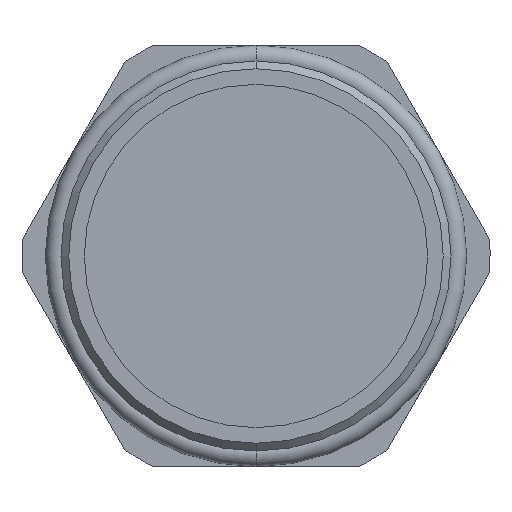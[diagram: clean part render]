
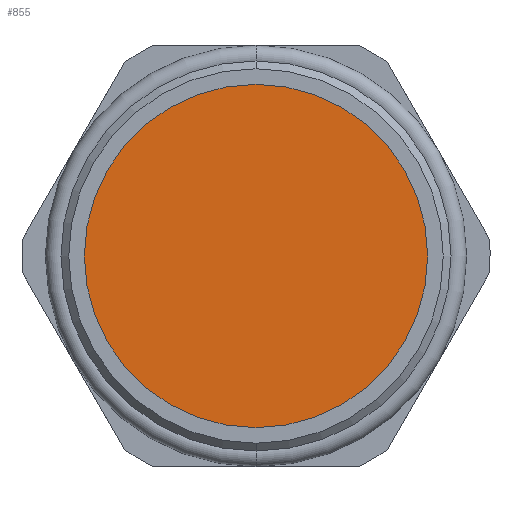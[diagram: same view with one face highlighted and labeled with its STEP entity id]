
A CAD part, front view. The second image highlights one B-rep face of the part: STEP entity #855.
In plain terms, the highlighted planar face has unit normal (0, -1, 0).
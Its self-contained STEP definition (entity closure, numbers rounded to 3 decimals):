
#54 = AXIS2_PLACEMENT_3D ( 'NONE', #545, #546, #547 ) ;
#69 = AXIS2_PLACEMENT_3D ( 'NONE', #515, #516, #517 ) ;
#73 = FACE_OUTER_BOUND ( 'NONE', #737, .T. ) ;
#76 = AXIS2_PLACEMENT_3D ( 'NONE', #577, #578, #579 ) ;
#88 = ORIENTED_EDGE ( 'NONE', *, *, #835, .T. ) ;
#231 = ORIENTED_EDGE ( 'NONE', *, *, #845, .T. ) ;
#246 = VERTEX_POINT ( 'NONE', #780 ) ;
#249 = VERTEX_POINT ( 'NONE', #783 ) ;
#515 = CARTESIAN_POINT ( 'NONE',  ( 0., -1.5, 0. ) ) ;
#516 = DIRECTION ( 'NONE',  ( 0., -1., 0. ) ) ;
#517 = DIRECTION ( 'NONE',  ( 0., 0., -1. ) ) ;
#545 = CARTESIAN_POINT ( 'NONE',  ( 0., -1.5, 0. ) ) ;
#546 = DIRECTION ( 'NONE',  ( 0., -1., 0. ) ) ;
#547 = DIRECTION ( 'NONE',  ( 0., 0., -1. ) ) ;
#576 = PLANE ( 'NONE',  #76 ) ;
#577 = CARTESIAN_POINT ( 'NONE',  ( -11., -1.5, 0. ) ) ;
#578 = DIRECTION ( 'NONE',  ( 0., 1., 0. ) ) ;
#579 = DIRECTION ( 'NONE',  ( 0., 0., 1. ) ) ;
#737 = EDGE_LOOP ( 'NONE', ( #88, #231 ) ) ;
#780 = CARTESIAN_POINT ( 'NONE',  ( 0., -1.5, -11. ) ) ;
#783 = CARTESIAN_POINT ( 'NONE',  ( 0., -1.5, 11. ) ) ;
#835 = EDGE_CURVE ( 'NONE', #246, #249, #905, .T. ) ;
#845 = EDGE_CURVE ( 'NONE', #249, #246, #912, .T. ) ;
#855 = ADVANCED_FACE ( 'NONE', ( #73 ), #576, .F. ) ;
#905 = CIRCLE ( 'NONE', #69, 11. ) ;
#912 = CIRCLE ( 'NONE', #54, 11. ) ;
